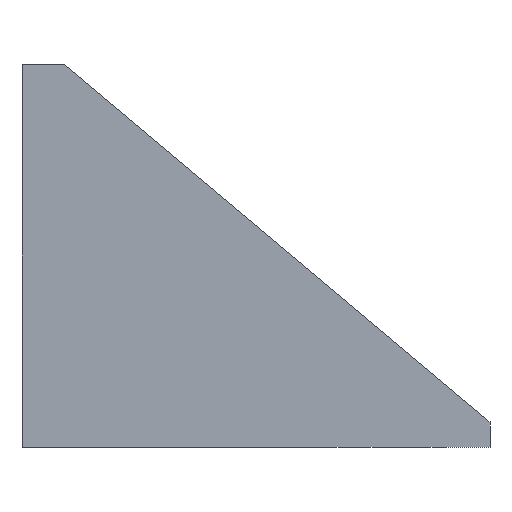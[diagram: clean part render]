
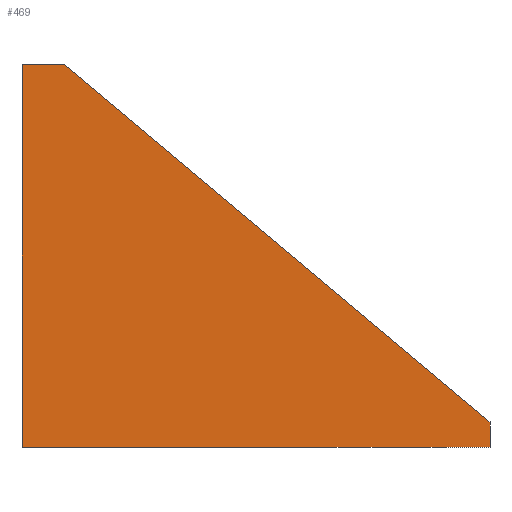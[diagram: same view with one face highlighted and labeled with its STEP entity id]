
A CAD part, left-side view. The second image highlights one B-rep face of the part: STEP entity #469.
In plain terms, the highlighted planar face has unit normal (-1, 0, 0).
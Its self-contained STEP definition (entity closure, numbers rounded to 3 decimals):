
#87 = VECTOR ( 'NONE', #1529, 1000. ) ;
#92 = ORIENTED_EDGE ( 'NONE', *, *, #448, .F. ) ;
#135 = VERTEX_POINT ( 'NONE', #1757 ) ;
#163 = LINE ( 'NONE', #998, #1796 ) ;
#183 = VERTEX_POINT ( 'NONE', #1160 ) ;
#237 = VERTEX_POINT ( 'NONE', #1045 ) ;
#334 = CARTESIAN_POINT ( 'NONE',  ( -8.75, -1.5, 45. ) ) ;
#394 = ORIENTED_EDGE ( 'NONE', *, *, #1741, .F. ) ;
#409 = VERTEX_POINT ( 'NONE', #1679 ) ;
#433 = AXIS2_PLACEMENT_3D ( 'NONE', #334, #892, #1316 ) ;
#448 = EDGE_CURVE ( 'NONE', #183, #135, #1427, .T. ) ;
#459 = VECTOR ( 'NONE', #591, 1000. ) ;
#467 = PLANE ( 'NONE',  #433 ) ;
#469 = ADVANCED_FACE ( 'NONE', ( #872 ), #467, .F. ) ;
#470 = LINE ( 'NONE', #902, #722 ) ;
#591 = DIRECTION ( 'NONE',  ( 0., 0., -1. ) ) ;
#599 = CARTESIAN_POINT ( 'NONE',  ( -8.75, -51.5, 3. ) ) ;
#654 = EDGE_LOOP ( 'NONE', ( #1331, #92, #669, #394, #1668 ) ) ;
#669 = ORIENTED_EDGE ( 'NONE', *, *, #804, .T. ) ;
#722 = VECTOR ( 'NONE', #885, 1000. ) ;
#781 = DIRECTION ( 'NONE',  ( 0., 0., 1. ) ) ;
#804 = EDGE_CURVE ( 'NONE', #183, #237, #163, .T. ) ;
#820 = VERTEX_POINT ( 'NONE', #1314 ) ;
#872 = FACE_OUTER_BOUND ( 'NONE', #654, .T. ) ;
#885 = DIRECTION ( 'NONE',  ( 0., -1., 0. ) ) ;
#892 = DIRECTION ( 'NONE',  ( 1., 0., 0. ) ) ;
#902 = CARTESIAN_POINT ( 'NONE',  ( -8.75, -1.5, 45. ) ) ;
#972 = CARTESIAN_POINT ( 'NONE',  ( -8.75, -1.5, 0. ) ) ;
#998 = CARTESIAN_POINT ( 'NONE',  ( -8.75, -1.5, 45. ) ) ;
#1033 = DIRECTION ( 'NONE',  ( 0., 0.766, 0.643 ) ) ;
#1045 = CARTESIAN_POINT ( 'NONE',  ( -8.75, -1.5, 45. ) ) ;
#1070 = CARTESIAN_POINT ( 'NONE',  ( -8.75, 3.5, 0. ) ) ;
#1160 = CARTESIAN_POINT ( 'NONE',  ( -8.75, -51.5, 3. ) ) ;
#1211 = LINE ( 'NONE', #972, #87 ) ;
#1261 = VECTOR ( 'NONE', #781, 1000. ) ;
#1314 = CARTESIAN_POINT ( 'NONE',  ( -8.75, 3.5, 45. ) ) ;
#1316 = DIRECTION ( 'NONE',  ( 0., 0., -1. ) ) ;
#1331 = ORIENTED_EDGE ( 'NONE', *, *, #1559, .T. ) ;
#1425 = EDGE_CURVE ( 'NONE', #409, #820, #1767, .T. ) ;
#1427 = LINE ( 'NONE', #599, #459 ) ;
#1529 = DIRECTION ( 'NONE',  ( 0., -1., 0. ) ) ;
#1559 = EDGE_CURVE ( 'NONE', #409, #135, #1211, .T. ) ;
#1668 = ORIENTED_EDGE ( 'NONE', *, *, #1425, .F. ) ;
#1679 = CARTESIAN_POINT ( 'NONE',  ( -8.75, 3.5, 0. ) ) ;
#1741 = EDGE_CURVE ( 'NONE', #820, #237, #470, .T. ) ;
#1757 = CARTESIAN_POINT ( 'NONE',  ( -8.75, -51.5, 0. ) ) ;
#1767 = LINE ( 'NONE', #1070, #1261 ) ;
#1796 = VECTOR ( 'NONE', #1033, 1000. ) ;
